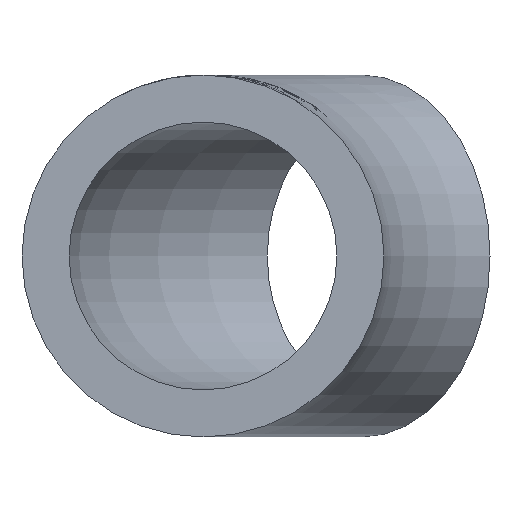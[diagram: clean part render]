
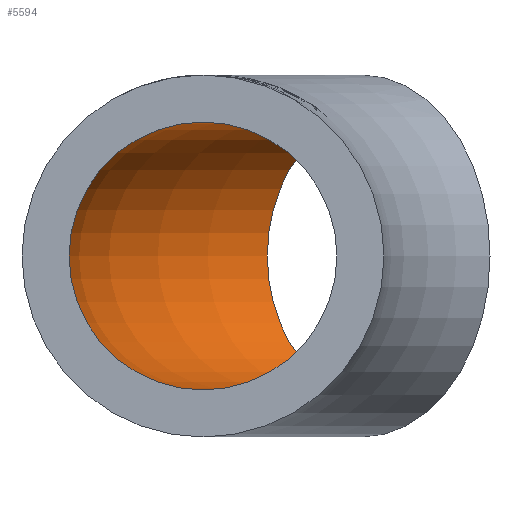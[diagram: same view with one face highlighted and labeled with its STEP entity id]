
A CAD part, front view. The second image highlights one B-rep face of the part: STEP entity #5594.
In plain terms, the highlighted toroidal (fillet/blend) face has major radius 19.05 mm and minor radius 4.699 mm.
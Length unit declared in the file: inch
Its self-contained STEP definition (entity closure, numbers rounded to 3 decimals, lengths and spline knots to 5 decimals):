
#15=CIRCLE('',#5760,0.185);
#16=CIRCLE('',#5761,0.185);
#48=FACE_BOUND('',#1554,.T.);
#1209=FACE_OUTER_BOUND('',#1553,.T.);
#1553=EDGE_LOOP('',(#5218));
#1554=EDGE_LOOP('',(#5219));
#2686=VERTEX_POINT('',#12836);
#2687=VERTEX_POINT('',#12838);
#3533=EDGE_CURVE('',#2686,#2686,#15,.T.);
#3534=EDGE_CURVE('',#2687,#2687,#16,.T.);
#5218=ORIENTED_EDGE('',*,*,#3533,.F.);
#5219=ORIENTED_EDGE('',*,*,#3534,.F.);
#5259=TOROIDAL_SURFACE('',#5759,0.75,0.185);
#5594=ADVANCED_FACE('',(#1209,#48),#5259,.F.);
#5759=AXIS2_PLACEMENT_3D('',#12835,#6364,#6365);
#5760=AXIS2_PLACEMENT_3D('',#12837,#6366,#6367);
#5761=AXIS2_PLACEMENT_3D('',#12839,#6368,#6369);
#6364=DIRECTION('center_axis',(0.,0.,-1.));
#6365=DIRECTION('ref_axis',(-1.,0.,0.));
#6366=DIRECTION('center_axis',(-0.707,-0.707,0.));
#6367=DIRECTION('ref_axis',(-0.707,0.707,0.));
#6368=DIRECTION('center_axis',(0.,1.,0.));
#6369=DIRECTION('ref_axis',(-1.,0.,0.));
#12835=CARTESIAN_POINT('Origin',(0.75,0.,0.));
#12836=CARTESIAN_POINT('',(0.08886,0.66114,0.));
#12837=CARTESIAN_POINT('Origin',(0.21967,0.53033,0.));
#12838=CARTESIAN_POINT('',(-0.185,0.,0.));
#12839=CARTESIAN_POINT('Origin',(0.,0.,0.));
